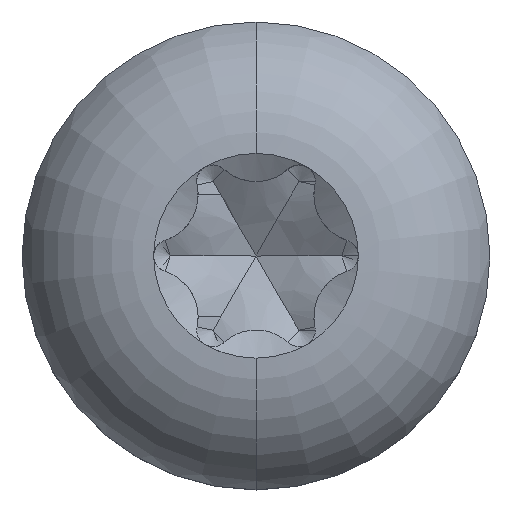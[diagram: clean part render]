
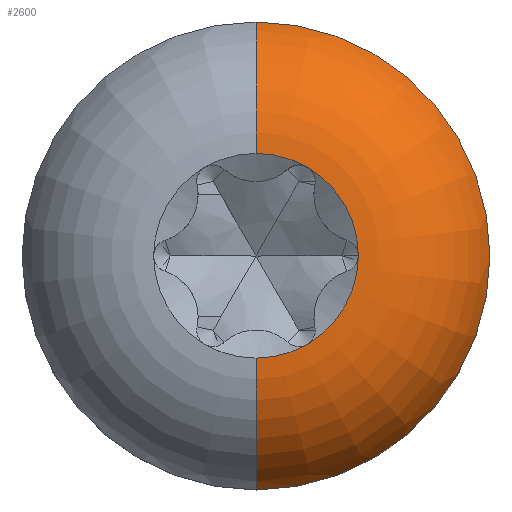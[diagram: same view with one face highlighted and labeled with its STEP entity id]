
A CAD part, top view. The second image highlights one B-rep face of the part: STEP entity #2600.
In plain terms, the highlighted toroidal (fillet/blend) face has major radius 0.875 mm and minor radius 1.191 mm.
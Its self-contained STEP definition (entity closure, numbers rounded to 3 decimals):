
#33 = VERTEX_POINT ( 'NONE', #1777 ) ;
#65 = CARTESIAN_POINT ( 'NONE',  ( 0., 0., 3.8 ) ) ;
#139 = CARTESIAN_POINT ( 'NONE',  ( 0., 0., 3.8 ) ) ;
#186 = CARTESIAN_POINT ( 'NONE',  ( 0., -0.875, 2.609 ) ) ;
#229 = VERTEX_POINT ( 'NONE', #2544 ) ;
#277 = AXIS2_PLACEMENT_3D ( 'NONE', #186, #3458, #3194 ) ;
#291 = ORIENTED_EDGE ( 'NONE', *, *, #3646, .T. ) ;
#314 = DIRECTION ( 'NONE',  ( 0., 0., -1. ) ) ;
#414 = EDGE_CURVE ( 'NONE', #33, #3673, #2821, .T. ) ;
#555 = VERTEX_POINT ( 'NONE', #1675 ) ;
#600 = DIRECTION ( 'NONE',  ( 0., 0., 1. ) ) ;
#604 = AXIS2_PLACEMENT_3D ( 'NONE', #3353, #2745, #3047 ) ;
#646 = EDGE_CURVE ( 'NONE', #2232, #2874, #1361, .T. ) ;
#813 = ORIENTED_EDGE ( 'NONE', *, *, #1484, .T. ) ;
#854 = CIRCLE ( 'NONE', #3920, 1.191 ) ;
#885 = AXIS2_PLACEMENT_3D ( 'NONE', #2286, #314, #2650 ) ;
#926 = DIRECTION ( 'NONE',  ( -1., 0., 0. ) ) ;
#1045 = CIRCLE ( 'NONE', #277, 1.191 ) ;
#1103 = FACE_OUTER_BOUND ( 'NONE', #3902, .T. ) ;
#1361 = CIRCLE ( 'NONE', #3168, 0.875 ) ;
#1376 = DIRECTION ( 'NONE',  ( 0., 0., -1. ) ) ;
#1462 = CARTESIAN_POINT ( 'NONE',  ( 0.438, -0.758, 3.8 ) ) ;
#1484 = EDGE_CURVE ( 'NONE', #3673, #555, #1787, .T. ) ;
#1564 = ORIENTED_EDGE ( 'NONE', *, *, #646, .T. ) ;
#1598 = ORIENTED_EDGE ( 'NONE', *, *, #3288, .F. ) ;
#1675 = CARTESIAN_POINT ( 'NONE',  ( 0., -0.875, 3.8 ) ) ;
#1777 = CARTESIAN_POINT ( 'NONE',  ( 0.875, 0., 3.8 ) ) ;
#1787 = CIRCLE ( 'NONE', #2592, 0.875 ) ;
#1964 = DIRECTION ( 'NONE',  ( 0., 1., 0. ) ) ;
#2102 = TOROIDAL_SURFACE ( 'NONE', #4019, 0.875, 1.191 ) ;
#2229 = CARTESIAN_POINT ( 'NONE',  ( 0., -2., 3. ) ) ;
#2232 = VERTEX_POINT ( 'NONE', #3807 ) ;
#2286 = CARTESIAN_POINT ( 'NONE',  ( 0., 0., 3.8 ) ) ;
#2387 = DIRECTION ( 'NONE',  ( 0., 1., 0. ) ) ;
#2531 = ORIENTED_EDGE ( 'NONE', *, *, #2660, .F. ) ;
#2544 = CARTESIAN_POINT ( 'NONE',  ( 0., 2., 3. ) ) ;
#2579 = CIRCLE ( 'NONE', #604, 2. ) ;
#2592 = AXIS2_PLACEMENT_3D ( 'NONE', #4215, #2877, #3843 ) ;
#2600 = ADVANCED_FACE ( 'NONE', ( #1103 ), #2102, .T. ) ;
#2635 = DIRECTION ( 'NONE',  ( 0., 0., -1. ) ) ;
#2650 = DIRECTION ( 'NONE',  ( 0., 1., 0. ) ) ;
#2660 = EDGE_CURVE ( 'NONE', #229, #3275, #2579, .T. ) ;
#2745 = DIRECTION ( 'NONE',  ( 0., 0., -1. ) ) ;
#2761 = ORIENTED_EDGE ( 'NONE', *, *, #414, .T. ) ;
#2808 = DIRECTION ( 'NONE',  ( 0., 0., -1. ) ) ;
#2821 = CIRCLE ( 'NONE', #885, 0.875 ) ;
#2874 = VERTEX_POINT ( 'NONE', #3796 ) ;
#2877 = DIRECTION ( 'NONE',  ( 0., 0., -1. ) ) ;
#2929 = CARTESIAN_POINT ( 'NONE',  ( 0., 0.875, 2.609 ) ) ;
#2985 = AXIS2_PLACEMENT_3D ( 'NONE', #139, #2808, #4163 ) ;
#3047 = DIRECTION ( 'NONE',  ( 0., 1., 0. ) ) ;
#3168 = AXIS2_PLACEMENT_3D ( 'NONE', #65, #1376, #2387 ) ;
#3194 = DIRECTION ( 'NONE',  ( 0., 1., 0. ) ) ;
#3275 = VERTEX_POINT ( 'NONE', #2229 ) ;
#3288 = EDGE_CURVE ( 'NONE', #2232, #229, #854, .T. ) ;
#3353 = CARTESIAN_POINT ( 'NONE',  ( 0., 0., 3. ) ) ;
#3458 = DIRECTION ( 'NONE',  ( 1., 0., 0. ) ) ;
#3492 = CIRCLE ( 'NONE', #2985, 0.875 ) ;
#3646 = EDGE_CURVE ( 'NONE', #2874, #33, #3492, .T. ) ;
#3673 = VERTEX_POINT ( 'NONE', #1462 ) ;
#3702 = EDGE_CURVE ( 'NONE', #555, #3275, #1045, .T. ) ;
#3796 = CARTESIAN_POINT ( 'NONE',  ( 0.438, 0.758, 3.8 ) ) ;
#3807 = CARTESIAN_POINT ( 'NONE',  ( 0., 0.875, 3.8 ) ) ;
#3843 = DIRECTION ( 'NONE',  ( 0., 1., 0. ) ) ;
#3845 = ORIENTED_EDGE ( 'NONE', *, *, #3702, .T. ) ;
#3902 = EDGE_LOOP ( 'NONE', ( #813, #3845, #2531, #1598, #1564, #291, #2761 ) ) ;
#3920 = AXIS2_PLACEMENT_3D ( 'NONE', #2929, #926, #600 ) ;
#3972 = CARTESIAN_POINT ( 'NONE',  ( 0., 0., 2.609 ) ) ;
#4019 = AXIS2_PLACEMENT_3D ( 'NONE', #3972, #2635, #1964 ) ;
#4163 = DIRECTION ( 'NONE',  ( 0., 1., 0. ) ) ;
#4215 = CARTESIAN_POINT ( 'NONE',  ( 0., 0., 3.8 ) ) ;
